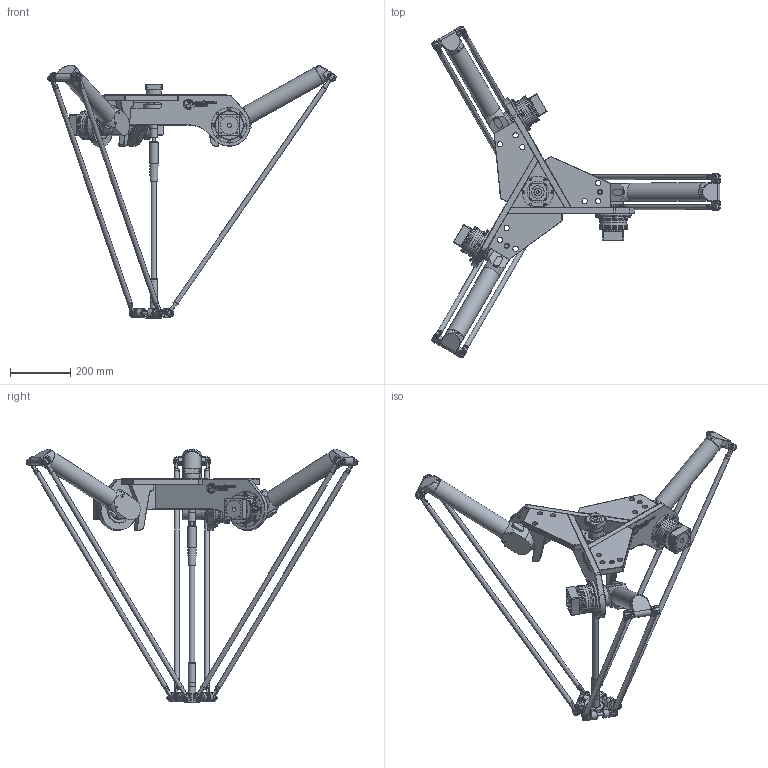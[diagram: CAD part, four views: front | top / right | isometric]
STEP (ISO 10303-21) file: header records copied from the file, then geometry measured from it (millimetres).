
FILE_DESCRIPTION(/* description */ (''),/* implementation_level */ '2;1');
FILE_NAME(/* name */ '3D-model_A_00042-04.stp',/* time_stamp */ '2021-12-21T11:14:09+01:00',/* author */ ('michael.schutter'),/* organization */ ('Majatronic'),/* preprocessor_version */ 'ST-DEVELOPER v16.5',/* originating_system */ 'Autodesk Inventor 2017',/* authorisation */ '');
FILE_SCHEMA (('AUTOMOTIVE_DESIGN { 1 0 10303 214 3 1 1 }'));
Length unit declared in the file: millimetre
Products named in the file (12): A_00042-04_DUMMY; MT_BGR00104406 Dummy Roboterbasis; MT_WST00109422 Dummy Kopfplatte; MT_WST00055542MT_WST; MT_WST00107543 Getriebe; MT_WST00101401; MT_WST00101752; MT_WST00101753 Dummy ISO Flansch; MT_WST00031698MT_WST; MT_WST00031700MT_WST; MT_WST00107551 Dummy Teleskop unten; MT_WST00104112 Dummy Teleskop Oben
Assembly tree (25 placements, depth 3):
  A_00042-04_DUMMY
    MT_BGR00104406 Dummy Roboterbasis
      MT_WST00109422 Dummy Kopfplatte
      MT_WST00055542MT_WST  x3
      MT_WST00107543 Getriebe
    MT_WST00101401  x6
    MT_WST00101752
    MT_WST00101753 Dummy ISO Flansch
    MT_WST00031698MT_WST  x3
    MT_WST00031700MT_WST  x6
    MT_WST00107551 Dummy Teleskop unten
    MT_WST00104112 Dummy Teleskop Oben
Bounding box: 956.5 x 1101.12 x 841.03 mm (x, y, z)
Volume: 12244672.8 mm3; surface area: 1529547.1 mm2
Topology: 24 solids, 24 shells, 2849 faces, 6636 edges, 4166 vertices
Faces by surface type: plane 1551, cylinder 806, cone 296, torus 119, bspline 73, sphere 4
Full cylindrical faces by diameter (mm): 1.7 x2, 3.242 x4, 3.3 x5, 4.917 x25, 5.188 x24, 6 x37, 8 x43, 8.5 x24, 9.013 x1, 10 x3, 11.6 x1, 12 x31, 14 x3, 16 x30, 17 x1, 17.5 x9, 18 x24, 19 x1, 21 x1, 25 x5, 25.8 x1, 28 x1, 35 x2, 41 x1, 50 x4, 53 x1, 53.5 x2, 60 x6, 60.5 x2, 63 x6
Entity records: 53830 total; most frequent: CARTESIAN_POINT 15472, DIRECTION 7868, ORIENTED_EDGE 7222, EDGE_CURVE 3611, AXIS2_PLACEMENT_3D 2802, VERTEX_POINT 2437, LINE 2264, VECTOR 2264
